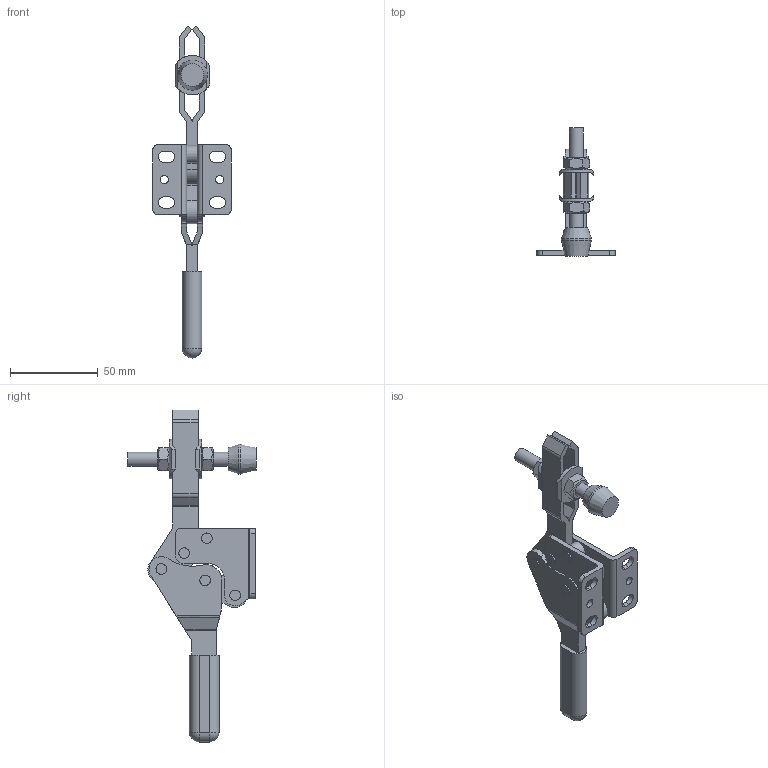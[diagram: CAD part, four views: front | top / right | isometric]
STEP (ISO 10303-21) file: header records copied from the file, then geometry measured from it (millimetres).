
FILE_DESCRIPTION((''),'2;1');
FILE_NAME('TD_2_27_U.stp','2011-01-28T12:21:13',('huberm'),(''),'Autodesk Inventor 2010','Autodesk Inventor 2010','');
FILE_SCHEMA(('AUTOMOTIVE_DESIGN { 1 0 10303 214 1 1 1 1 }'));
Length unit declared in the file: millimetre
Products named in the file (1): TD_2_27_U
Bounding box: 44.5 x 73 x 189 mm (x, y, z)
Volume: 48261.8 mm3; surface area: 26011.6 mm2
Topology: 1 solids, 1 shells, 224 faces, 625 edges, 404 vertices
Faces by surface type: plane 101, cylinder 65, bspline 50, cone 6, sphere 2
Full cylindrical faces by diameter (mm): 4.8 x1, 6 x10, 8 x3, 8.5 x2, 10 x1, 17.1 x1
Entity records: 7600 total; most frequent: CARTESIAN_POINT 1747, ORIENTED_EDGE 1172, DIRECTION 1144, EDGE_CURVE 586, AXIS2_PLACEMENT_3D 411, VERTEX_POINT 392, VECTOR 322, LINE 322
